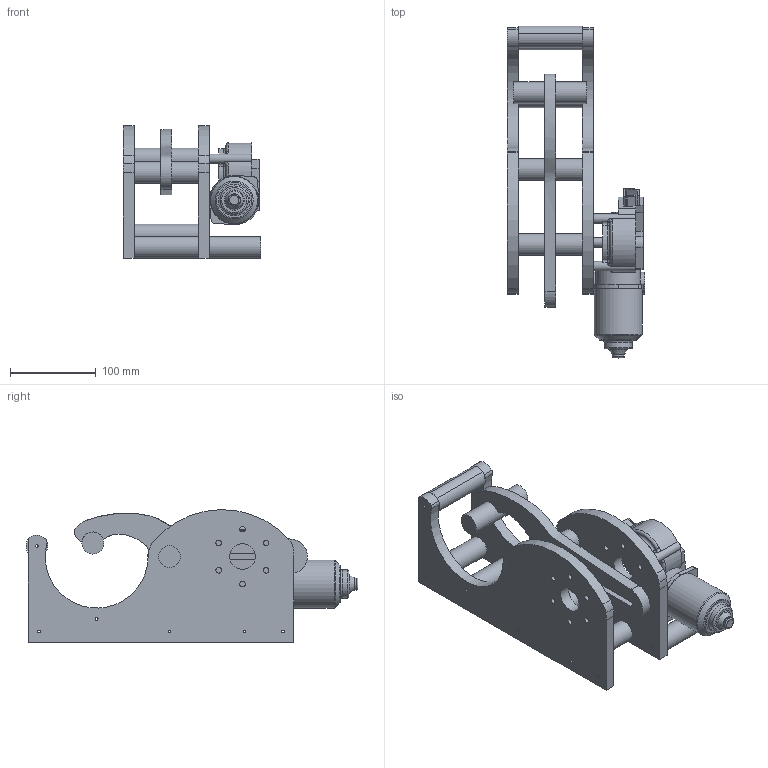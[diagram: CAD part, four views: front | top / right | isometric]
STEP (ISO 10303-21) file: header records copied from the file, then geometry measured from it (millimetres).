
FILE_DESCRIPTION(/* description */ (''),/* implementation_level */ '2;1');
FILE_NAME(/* name */ 'DIY Respirator v1.step',/* time_stamp */ '2020-03-23T22:22:41-05:00',/* author */ (''),/* organization */ (''),/* preprocessor_version */ 'ST-DEVELOPER v18',/* originating_system */ 'Autodesk Translation Framework v8.12.0.6',/* authorisation */ '');
FILE_SCHEMA (('AUTOMOTIVE_DESIGN { 1 0 10303 214 3 1 1 }'));
Length unit declared in the file: millimetre
Products named in the file (1): FusionComponent
Bounding box: 160.4 x 387.03 x 154.79 mm (x, y, z)
Volume: 1641917.6 mm3; surface area: 301865.9 mm2
Topology: 13 solids, 13 shells, 233 faces, 582 edges, 382 vertices
Faces by surface type: cylinder 103, plane 91, torus 22, bspline 9, sphere 6, cone 2
Full cylindrical faces by diameter (mm): 3.175 x18, 6.5 x15, 11 x3, 14 x1, 25.4 x10, 30 x2, 33 x1, 52 x1, 56 x1
Entity records: 7813 total; most frequent: CARTESIAN_POINT 1861, DIRECTION 1288, ORIENTED_EDGE 1164, EDGE_CURVE 582, AXIS2_PLACEMENT_3D 517, VERTEX_POINT 382, EDGE_LOOP 312, CIRCLE 292
